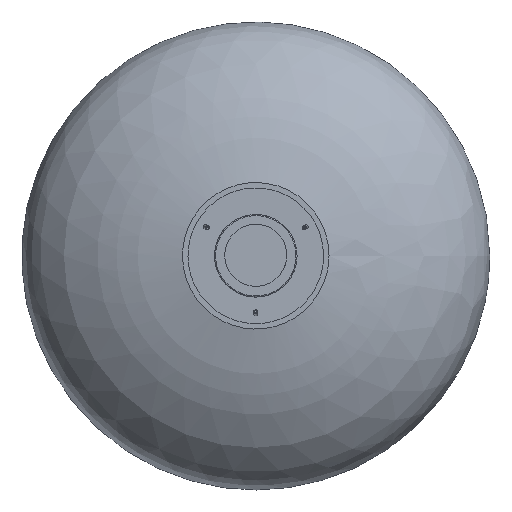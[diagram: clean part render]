
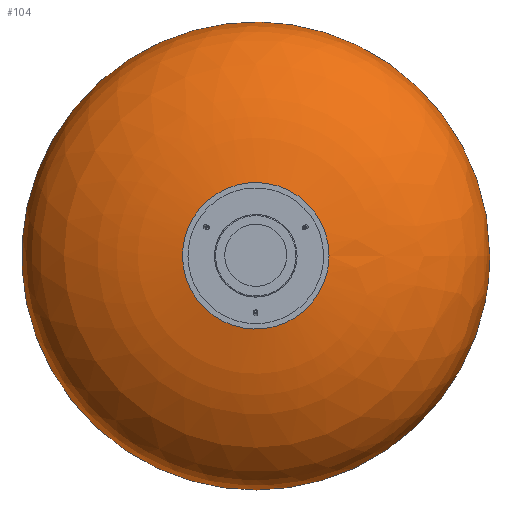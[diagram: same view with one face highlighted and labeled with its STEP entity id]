
A CAD part, top view. The second image highlights one B-rep face of the part: STEP entity #104.
In plain terms, the highlighted free-form (B-spline) face has degree [2, 2] with [3, 9] control points.
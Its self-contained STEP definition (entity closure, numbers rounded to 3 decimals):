
#104=ADVANCED_FACE('',(#148),#508,.T.);
#148=FACE_OUTER_BOUND('',#192,.T.);
#192=EDGE_LOOP('',(#257,#258,#259,#260));
#257=ORIENTED_EDGE('',*,*,#357,.T.);
#258=ORIENTED_EDGE('',*,*,#356,.F.);
#259=ORIENTED_EDGE('',*,*,#355,.F.);
#260=ORIENTED_EDGE('',*,*,#356,.T.);
#355=EDGE_CURVE('',#458,#458,#413,.T.);
#356=EDGE_CURVE('',#458,#459,#414,.T.);
#357=EDGE_CURVE('',#459,#459,#415,.T.);
#413=(
BOUNDED_CURVE()
B_SPLINE_CURVE(2,(#1140,#1141,#1142,#1143,#1144,#1145,#1146,#1147,#1148),
 .UNSPECIFIED.,.T.,.F.)
B_SPLINE_CURVE_WITH_KNOTS((3,2,2,2,3),(0.,677.588,1355.176,
2032.764,2710.352),.UNSPECIFIED.)
CURVE()
GEOMETRIC_REPRESENTATION_ITEM()
RATIONAL_B_SPLINE_CURVE((1.,0.707,1.,0.707,1.,0.707,
1.,0.707,1.))
REPRESENTATION_ITEM('')
);
#414=(
BOUNDED_CURVE()
B_SPLINE_CURVE(2,(#1149,#1150,#1151),.UNSPECIFIED.,.F.,.F.)
B_SPLINE_CURVE_WITH_KNOTS((3,3),(0.,9.725),.UNSPECIFIED.)
CURVE()
GEOMETRIC_REPRESENTATION_ITEM()
RATIONAL_B_SPLINE_CURVE((1.,0.81,1.))
REPRESENTATION_ITEM('')
);
#415=(
BOUNDED_CURVE()
B_SPLINE_CURVE(2,(#1152,#1153,#1154,#1155,#1156,#1157,#1158,#1159,#1160),
 .UNSPECIFIED.,.T.,.F.)
B_SPLINE_CURVE_WITH_KNOTS((3,2,2,2,3),(0.,677.588,1355.176,
2032.764,2710.352),.UNSPECIFIED.)
CURVE()
GEOMETRIC_REPRESENTATION_ITEM()
RATIONAL_B_SPLINE_CURVE((1.,0.707,1.,0.707,1.,0.707,
1.,0.707,1.))
REPRESENTATION_ITEM('')
);
#458=VERTEX_POINT('',#1130);
#459=VERTEX_POINT('',#1131);
#508=(
BOUNDED_SURFACE()
B_SPLINE_SURFACE(2,2,((#922,#923,#924,#925,#926,#927,#928,#929,#930),(#931,
#932,#933,#934,#935,#936,#937,#938,#939),(#940,#941,#942,#943,#944,#945,
#946,#947,#948)),.UNSPECIFIED.,.F.,.F.,.F.)
B_SPLINE_SURFACE_WITH_KNOTS((3,3),(3,2,2,2,3),(0.,9.725),(0.,
677.588,1355.176,2032.764,2710.352),
 .UNSPECIFIED.)
GEOMETRIC_REPRESENTATION_ITEM()
RATIONAL_B_SPLINE_SURFACE(((0.902,0.638,0.902,
0.638,0.902,0.638,0.902,
0.638,0.902),(0.769,0.544,
0.769,0.544,0.769,0.544,
0.769,0.544,0.769),(1.,0.707,
1.,0.707,1.,0.707,1.,0.707,1.)))
REPRESENTATION_ITEM('')
SURFACE()
);
#922=CARTESIAN_POINT('',(135.156,0.,213.));
#923=CARTESIAN_POINT('',(135.156,135.156,213.));
#924=CARTESIAN_POINT('',(0.,135.156,213.));
#925=CARTESIAN_POINT('',(-135.156,135.156,213.));
#926=CARTESIAN_POINT('',(-135.156,0.,213.));
#927=CARTESIAN_POINT('',(-135.156,-135.156,213.));
#928=CARTESIAN_POINT('',(0.,-135.156,213.));
#929=CARTESIAN_POINT('',(135.156,-135.156,213.));
#930=CARTESIAN_POINT('',(135.156,0.,213.));
#931=CARTESIAN_POINT('',(431.8,0.,162.223));
#932=CARTESIAN_POINT('',(431.8,431.8,162.223));
#933=CARTESIAN_POINT('',(0.,431.8,162.223));
#934=CARTESIAN_POINT('',(-431.8,431.8,162.223));
#935=CARTESIAN_POINT('',(-431.8,0.,162.223));
#936=CARTESIAN_POINT('',(-431.8,-431.8,162.223));
#937=CARTESIAN_POINT('',(0.,-431.8,162.223));
#938=CARTESIAN_POINT('',(431.8,-431.8,162.223));
#939=CARTESIAN_POINT('',(431.8,0.,162.223));
#940=CARTESIAN_POINT('',(431.8,0.,-0.001));
#941=CARTESIAN_POINT('',(431.8,431.8,-0.001));
#942=CARTESIAN_POINT('',(0.,431.8,-0.001));
#943=CARTESIAN_POINT('',(-431.8,431.8,-0.001));
#944=CARTESIAN_POINT('',(-431.8,0.,-0.001));
#945=CARTESIAN_POINT('',(-431.8,-431.8,-0.001));
#946=CARTESIAN_POINT('',(0.,-431.8,-0.001));
#947=CARTESIAN_POINT('',(431.8,-431.8,-0.001));
#948=CARTESIAN_POINT('',(431.8,0.,-0.001));
#1130=CARTESIAN_POINT('',(135.156,0.,213.));
#1131=CARTESIAN_POINT('',(431.8,0.,-0.001));
#1140=CARTESIAN_POINT('',(135.156,0.,213.));
#1141=CARTESIAN_POINT('',(135.156,135.156,213.));
#1142=CARTESIAN_POINT('',(0.,135.156,213.));
#1143=CARTESIAN_POINT('',(-135.156,135.156,213.));
#1144=CARTESIAN_POINT('',(-135.156,0.,213.));
#1145=CARTESIAN_POINT('',(-135.156,-135.156,213.));
#1146=CARTESIAN_POINT('',(0.,-135.156,213.));
#1147=CARTESIAN_POINT('',(135.156,-135.156,213.));
#1148=CARTESIAN_POINT('',(135.156,0.,213.));
#1149=CARTESIAN_POINT('',(135.156,0.,213.));
#1150=CARTESIAN_POINT('',(431.8,0.,162.223));
#1151=CARTESIAN_POINT('',(431.8,0.,-0.001));
#1152=CARTESIAN_POINT('',(431.8,0.,-0.001));
#1153=CARTESIAN_POINT('',(431.8,431.8,-0.001));
#1154=CARTESIAN_POINT('',(0.,431.8,-0.001));
#1155=CARTESIAN_POINT('',(-431.8,431.8,-0.001));
#1156=CARTESIAN_POINT('',(-431.8,0.,-0.001));
#1157=CARTESIAN_POINT('',(-431.8,-431.8,-0.001));
#1158=CARTESIAN_POINT('',(0.,-431.8,-0.001));
#1159=CARTESIAN_POINT('',(431.8,-431.8,-0.001));
#1160=CARTESIAN_POINT('',(431.8,0.,-0.001));
